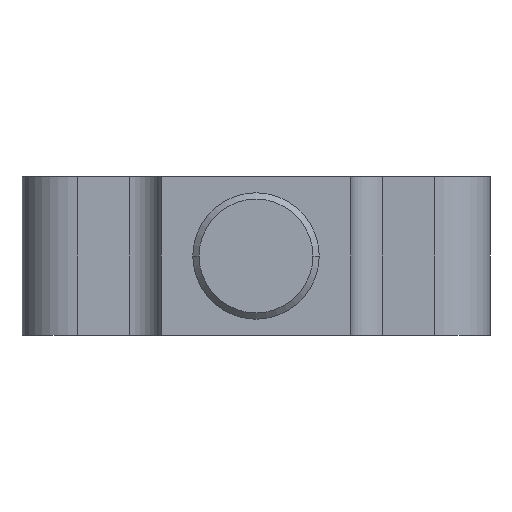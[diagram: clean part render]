
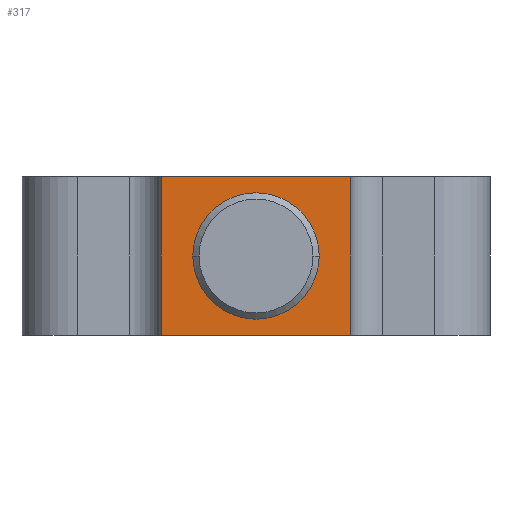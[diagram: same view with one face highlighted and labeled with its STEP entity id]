
A CAD part, left-side view. The second image highlights one B-rep face of the part: STEP entity #317.
In plain terms, the highlighted planar face has unit normal (-1, 0, 0).
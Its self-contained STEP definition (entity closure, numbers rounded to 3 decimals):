
#23 = VERTEX_POINT ( 'NONE', #545 ) ;
#27 = EDGE_CURVE ( 'NONE', #37, #23, #535, .T. ) ;
#37 = VERTEX_POINT ( 'NONE', #582 ) ;
#299 = ORIENTED_EDGE ( 'NONE', *, *, #332, .F. ) ;
#300 = ORIENTED_EDGE ( 'NONE', *, *, #1273, .F. ) ;
#301 = ORIENTED_EDGE ( 'NONE', *, *, #316, .F. ) ;
#316 = EDGE_CURVE ( 'NONE', #1260, #493, #1316, .T. ) ;
#317 = ADVANCED_FACE ( 'NONE', ( #1312, #1311 ), #1310, .T. ) ;
#318 = EDGE_LOOP ( 'NONE', ( #319, #321 ) ) ;
#319 = ORIENTED_EDGE ( 'NONE', *, *, #320, .F. ) ;
#320 = EDGE_CURVE ( 'NONE', #23, #37, #1371, .T. ) ;
#321 = ORIENTED_EDGE ( 'NONE', *, *, #27, .F. ) ;
#322 = EDGE_LOOP ( 'NONE', ( #323, #299, #300, #301 ) ) ;
#323 = ORIENTED_EDGE ( 'NONE', *, *, #1259, .F. ) ;
#332 = EDGE_CURVE ( 'NONE', #408, #1250, #1356, .T. ) ;
#408 = VERTEX_POINT ( 'NONE', #1470 ) ;
#493 = VERTEX_POINT ( 'NONE', #1572 ) ;
#531 = DIRECTION ( 'NONE',  ( 0., -1., 0. ) ) ;
#532 = DIRECTION ( 'NONE',  ( -1., 0., 0. ) ) ;
#533 = CARTESIAN_POINT ( 'NONE',  ( -45., 0., 12.5 ) ) ;
#534 = AXIS2_PLACEMENT_3D ( 'NONE', #533, #532, #531 ) ;
#535 = CIRCLE ( 'NONE', #534, 10. ) ;
#545 = CARTESIAN_POINT ( 'NONE',  ( -45., 10., 12.5 ) ) ;
#582 = CARTESIAN_POINT ( 'NONE',  ( -45., -10., 12.5 ) ) ;
#1250 = VERTEX_POINT ( 'NONE', #2193 ) ;
#1259 = EDGE_CURVE ( 'NONE', #1250, #1260, #2181, .T. ) ;
#1260 = VERTEX_POINT ( 'NONE', #2177 ) ;
#1273 = EDGE_CURVE ( 'NONE', #493, #408, #2221, .T. ) ;
#1310 = PLANE ( 'NONE',  #1375 ) ;
#1311 = FACE_OUTER_BOUND ( 'NONE', #322, .T. ) ;
#1312 = FACE_BOUND ( 'NONE', #318, .T. ) ;
#1313 = DIRECTION ( 'NONE',  ( 0., 0., -1. ) ) ;
#1314 = VECTOR ( 'NONE', #1313, 1000. ) ;
#1315 = CARTESIAN_POINT ( 'NONE',  ( -45., -15., 25. ) ) ;
#1316 = LINE ( 'NONE', #1315, #1314 ) ;
#1353 = DIRECTION ( 'NONE',  ( 0., 0., 1. ) ) ;
#1354 = VECTOR ( 'NONE', #1353, 1000. ) ;
#1355 = CARTESIAN_POINT ( 'NONE',  ( -45., 15., 25. ) ) ;
#1356 = LINE ( 'NONE', #1355, #1354 ) ;
#1367 = DIRECTION ( 'NONE',  ( 0., -1., 0. ) ) ;
#1368 = DIRECTION ( 'NONE',  ( -1., 0., 0. ) ) ;
#1369 = CARTESIAN_POINT ( 'NONE',  ( -45., 0., 12.5 ) ) ;
#1370 = AXIS2_PLACEMENT_3D ( 'NONE', #1369, #1368, #1367 ) ;
#1371 = CIRCLE ( 'NONE', #1370, 10. ) ;
#1372 = DIRECTION ( 'NONE',  ( 0., 1., 0. ) ) ;
#1373 = DIRECTION ( 'NONE',  ( -1., 0., 0. ) ) ;
#1374 = CARTESIAN_POINT ( 'NONE',  ( -45., 15., 25. ) ) ;
#1375 = AXIS2_PLACEMENT_3D ( 'NONE', #1374, #1373, #1372 ) ;
#1470 = CARTESIAN_POINT ( 'NONE',  ( -45., 15., 0. ) ) ;
#1572 = CARTESIAN_POINT ( 'NONE',  ( -45., -15., 0. ) ) ;
#2177 = CARTESIAN_POINT ( 'NONE',  ( -45., -15., 25. ) ) ;
#2178 = DIRECTION ( 'NONE',  ( 0., -1., 0. ) ) ;
#2179 = VECTOR ( 'NONE', #2178, 1000. ) ;
#2180 = CARTESIAN_POINT ( 'NONE',  ( -45., 15., 25. ) ) ;
#2181 = LINE ( 'NONE', #2180, #2179 ) ;
#2193 = CARTESIAN_POINT ( 'NONE',  ( -45., 15., 25. ) ) ;
#2218 = DIRECTION ( 'NONE',  ( 0., 1., 0. ) ) ;
#2219 = VECTOR ( 'NONE', #2218, 1000. ) ;
#2220 = CARTESIAN_POINT ( 'NONE',  ( -45., 15., 0. ) ) ;
#2221 = LINE ( 'NONE', #2220, #2219 ) ;
